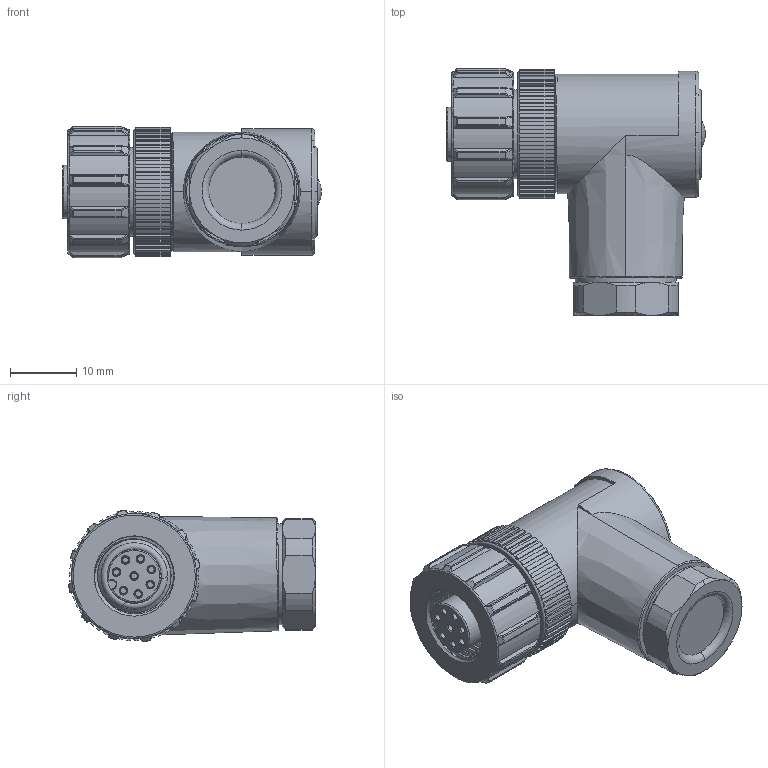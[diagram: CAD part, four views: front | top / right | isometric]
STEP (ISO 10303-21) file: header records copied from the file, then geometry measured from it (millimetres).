
FILE_DESCRIPTION(/* description */ (''),/* implementation_level */ '2;1');
FILE_NAME(/* name */ 'ELK8112-0-9.stp',/* time_stamp */ '2023-02-10T14:36:05+08:00',/* author */ (''),/* organization */ (''),/* preprocessor_version */ 'ST-DEVELOPER v16',/* originating_system */ 'SIEMENS PLM Software NX 10.0',/* authorisation */ '');
FILE_SCHEMA (('AP203_CONFIGURATION_CONTROLLED_3D_DESIGN_OF_MECHANICAL_PARTS_AND_ASSEMBLIES_MIM_LF { 1 0 10303 403 2 1 2}'));
Length unit declared in the file: millimetre
Products named in the file (1): dell531C8733ubjf
Bounding box: 38.98 x 37.2 x 19.8 mm (x, y, z)
Volume: 13935.4 mm3; surface area: 5504.6 mm2
Topology: 1 solids, 9 shells, 701 faces, 1783 edges, 1074 vertices
Faces by surface type: plane 291, cylinder 208, bspline 57, cone 57, sphere 49, torus 39
Full cylindrical faces by diameter (mm): 0.9 x15, 1 x8, 1.3 x8, 11.1 x6, 13.4 x1, 15.2 x1
Entity records: 23697 total; most frequent: CARTESIAN_POINT 8035, DIRECTION 3265, ORIENTED_EDGE 3242, EDGE_CURVE 1621, AXIS2_PLACEMENT_3D 1309, VERTEX_POINT 1026, EDGE_LOOP 770, ADVANCED_FACE 695
